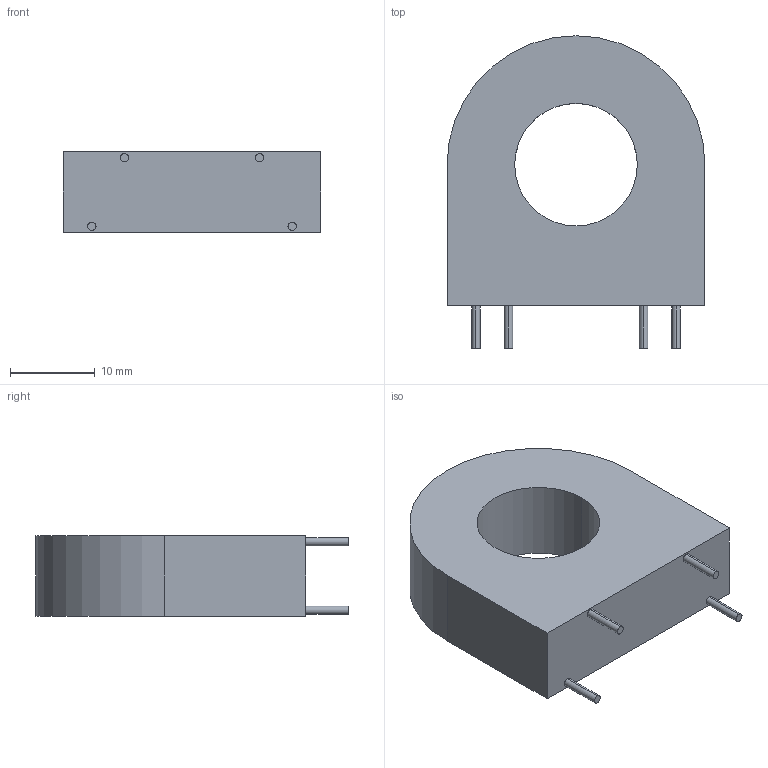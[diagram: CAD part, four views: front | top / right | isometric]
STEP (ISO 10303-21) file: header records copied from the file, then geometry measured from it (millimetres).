
FILE_DESCRIPTION (( 'STEP AP203' ), '1' );
FILE_NAME ('CR8345-1K5W.STEP', '2022-08-01T22:18:47', ( '' ), ( '' ), 'SwSTEP 2.0', 'SolidWorks 2022', '' );
FILE_SCHEMA (( 'CONFIG_CONTROL_DESIGN' ));
Length unit declared in the file: millimetre
Products named in the file (1): CR8345-1K5W
Bounding box: 30.5 x 36.95 x 9.5 mm (x, y, z)
Volume: 6756.2 mm3; surface area: 2976.8 mm2
Topology: 1 solids, 1 shells, 20 faces, 42 edges, 28 vertices
Faces by surface type: cylinder 11, plane 9
Entity records: 629 total; most frequent: DIRECTION 106, CARTESIAN_POINT 91, ORIENTED_EDGE 84, AXIS2_PLACEMENT_3D 43, EDGE_CURVE 42, VERTEX_POINT 28, EDGE_LOOP 26, CIRCLE 22
